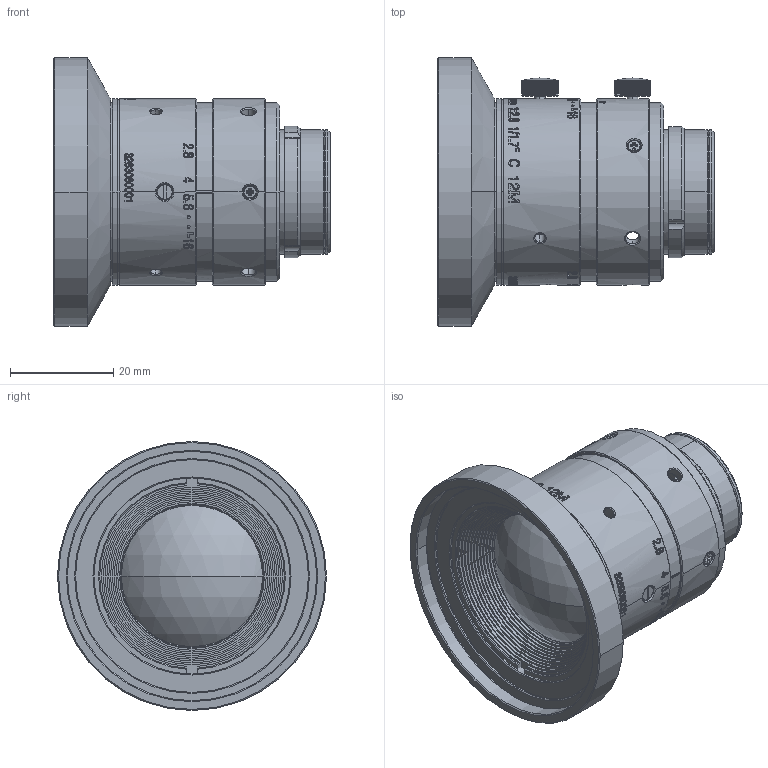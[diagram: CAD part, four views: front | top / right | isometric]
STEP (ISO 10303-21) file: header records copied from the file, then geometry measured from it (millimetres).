
FILE_DESCRIPTION (( 'STEP AP203' ), '1' );
FILE_NAME ('600123.step', '2025-04-14T08:36:52', ( 'MSI' ), ( '' ), 'SwSTEP 2.0', 'SolidWorks 2020', '' );
FILE_SCHEMA (( 'CONFIG_CONTROL_DESIGN' ));
Length unit declared in the file: millimetre
Products named in the file (25): 71A-622-0_1-0_05-0_025-0_015_5_.stp; V330071A-618_6_1.stp; M1_4X3_1_1.stp; DZO_LA0628A_1806-5_ASM_6_ASM_1_ASM.stp; V330071B-607.stp; V330071A-611_3_1.stp; DZO_LA0628A_1806-QQ-1_1_ASM_1_ASM.stp; DZO_LA0628A_1806_ASM_98_ASM_1_ASM.stp; V330071A-604_6_1.stp; DZO_LA0628A_1806-2_ASM_11_ASM_1_ASM.stp; DZO_LA0628A_1806-QQ-1_1_1_1.stp; 71A-621-0_1-0_05-0_025-0_015_4_.stp; V330071A-610_12_1.stp; 3D_ASM_1_ASM.stp; 600123.stp; V330071A-608_7_1.stp; V330071A-606_4_1.stp; DZO_LA0628A_1806-4_ASM_6_ASM_1_ASM.stp; I741411C-615_1_1.stp; MANUAL_NUT_M2_5_1_1.stp; DZO_LA0628A_1806-1_ASM_8_ASM_1_ASM.stp; DZO_LA0628A_1806-QQ-4_1_1.stp; 600123; M1_4X2_5_1_1.stp; DZO_LA0628A_1806-2-1_ASM_2_ASM__ASM.stp
Assembly tree (32 placements, depth 8):
  600123
    600123.stp
      3D_ASM_1_ASM.stp
        DZO_LA0628A_1806_ASM_98_ASM_1_ASM.stp
          DZO_LA0628A_1806-1_ASM_8_ASM_1_ASM.stp
            DZO_LA0628A_1806-QQ-4_1_1.stp
            V330071A-604_6_1.stp
          DZO_LA0628A_1806-2_ASM_11_ASM_1_ASM.stp
            DZO_LA0628A_1806-2-1_ASM_2_ASM__ASM.stp
              DZO_LA0628A_1806-QQ-1_1_ASM_1_ASM.stp
                DZO_LA0628A_1806-QQ-1_1_1_1.stp
          DZO_LA0628A_1806-4_ASM_6_ASM_1_ASM.stp
            I741411C-615_1_1.stp
            MANUAL_NUT_M2_5_1_1.stp
          DZO_LA0628A_1806-5_ASM_6_ASM_1_ASM.stp
            V330071A-610_12_1.stp
            M1_4X2_5_1_1.stp  x3
            MANUAL_NUT_M2_5_1_1.stp
          V330071A-618_6_1.stp
          V330071A-608_7_1.stp
          M1_4X3_1_1.stp  x6
          V330071A-606_4_1.stp
          V330071A-611_3_1.stp
          71A-621-0_1-0_05-0_025-0_015_4_.stp
          71A-622-0_1-0_05-0_025-0_015_5_.stp
      V330071B-607.stp
Bounding box: 53.48 x 52 x 52 mm (x, y, z)
Volume: 20684.6 mm3; surface area: 26117.8 mm2
Topology: 23 solids, 23 shells, 2459 faces, 6532 edges, 4275 vertices
Faces by surface type: plane 800, cylinder 701, bspline 697, cone 213, torus 36, sphere 12
Entity records: 100499 total; most frequent: CARTESIAN_POINT 53713, ORIENTED_EDGE 10230, DIRECTION 7312, EDGE_CURVE 5115, VERTEX_POINT 3345, AXIS2_PLACEMENT_3D 2684, EDGE_LOOP 2138, LINE 1944
